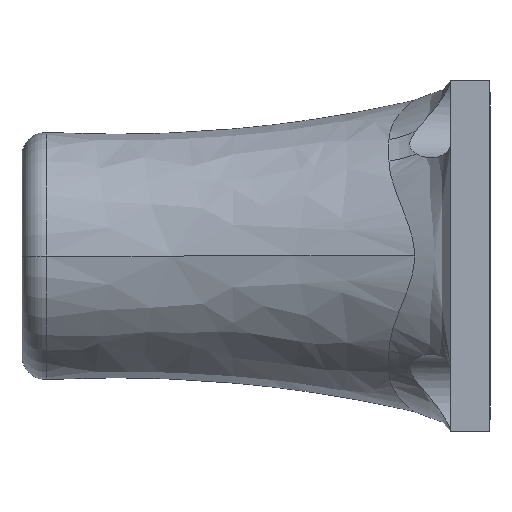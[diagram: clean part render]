
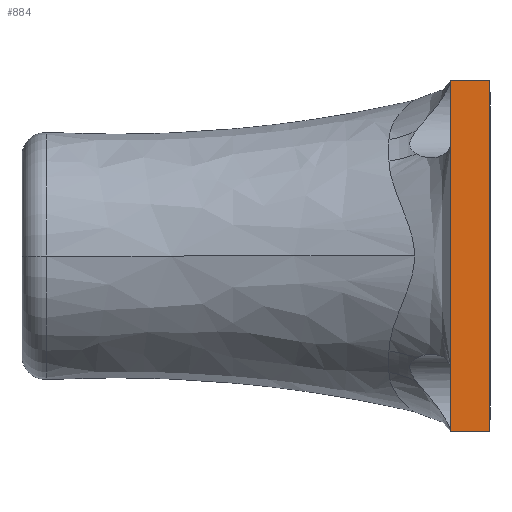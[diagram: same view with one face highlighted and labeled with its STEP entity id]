
A CAD part, left-side view. The second image highlights one B-rep face of the part: STEP entity #884.
In plain terms, the highlighted planar face has unit normal (-1, 0, 0).
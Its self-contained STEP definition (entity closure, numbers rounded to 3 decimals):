
#21 = LINE ( 'NONE', #3987, #458 ) ;
#73 = EDGE_LOOP ( 'NONE', ( #3727, #5288, #4398, #3598, #4499, #4445 ) ) ;
#274 = DIRECTION ( 'NONE',  ( 0., 0., 1. ) ) ;
#287 = CARTESIAN_POINT ( 'NONE',  ( -22.5, 5., -14.3 ) ) ;
#313 = VERTEX_POINT ( 'NONE', #988 ) ;
#364 = CARTESIAN_POINT ( 'NONE',  ( -22.5, 0., -22.5 ) ) ;
#378 = DIRECTION ( 'NONE',  ( 1., 0., 0. ) ) ;
#458 = VECTOR ( 'NONE', #1928, 1000. ) ;
#615 = VERTEX_POINT ( 'NONE', #733 ) ;
#733 = CARTESIAN_POINT ( 'NONE',  ( -22.5, 5., 14.3 ) ) ;
#761 = DIRECTION ( 'NONE',  ( 0., 0., -1. ) ) ;
#884 = ADVANCED_FACE ( 'NONE', ( #972 ), #2444, .F. ) ;
#972 = FACE_OUTER_BOUND ( 'NONE', #73, .T. ) ;
#988 = CARTESIAN_POINT ( 'NONE',  ( -22.5, 5., -22.5 ) ) ;
#998 = CARTESIAN_POINT ( 'NONE',  ( -22.5, 5., -22.5 ) ) ;
#1156 = CARTESIAN_POINT ( 'NONE',  ( -22.5, 0., -22.5 ) ) ;
#1531 = CARTESIAN_POINT ( 'NONE',  ( -22.5, 5., -22.5 ) ) ;
#1614 = CARTESIAN_POINT ( 'NONE',  ( -22.5, 5., -22.5 ) ) ;
#1752 = EDGE_CURVE ( 'NONE', #313, #3289, #1974, .T. ) ;
#1845 = DIRECTION ( 'NONE',  ( 0., 0., 1. ) ) ;
#1881 = VECTOR ( 'NONE', #5227, 1000. ) ;
#1928 = DIRECTION ( 'NONE',  ( 0., -1., 0. ) ) ;
#1974 = LINE ( 'NONE', #3287, #3780 ) ;
#2016 = DIRECTION ( 'NONE',  ( 0., 0., 1. ) ) ;
#2444 = PLANE ( 'NONE',  #3777 ) ;
#2514 = LINE ( 'NONE', #1156, #3752 ) ;
#2740 = EDGE_CURVE ( 'NONE', #3289, #615, #5045, .T. ) ;
#2788 = DIRECTION ( 'NONE',  ( 0., 0., 1. ) ) ;
#3237 = EDGE_CURVE ( 'NONE', #5101, #4800, #21, .T. ) ;
#3249 = VECTOR ( 'NONE', #1845, 1000. ) ;
#3287 = CARTESIAN_POINT ( 'NONE',  ( -22.5, 5., -22.5 ) ) ;
#3289 = VERTEX_POINT ( 'NONE', #287 ) ;
#3541 = VERTEX_POINT ( 'NONE', #364 ) ;
#3598 = ORIENTED_EDGE ( 'NONE', *, *, #2740, .F. ) ;
#3727 = ORIENTED_EDGE ( 'NONE', *, *, #4079, .T. ) ;
#3752 = VECTOR ( 'NONE', #2788, 1000. ) ;
#3777 = AXIS2_PLACEMENT_3D ( 'NONE', #1614, #378, #761 ) ;
#3780 = VECTOR ( 'NONE', #2016, 1000. ) ;
#3882 = LINE ( 'NONE', #1531, #1881 ) ;
#3953 = CARTESIAN_POINT ( 'NONE',  ( -22.5, 5., -22.5 ) ) ;
#3987 = CARTESIAN_POINT ( 'NONE',  ( -22.5, 5., 22.5 ) ) ;
#4015 = LINE ( 'NONE', #998, #3249 ) ;
#4079 = EDGE_CURVE ( 'NONE', #3541, #4800, #2514, .T. ) ;
#4116 = EDGE_CURVE ( 'NONE', #615, #5101, #4015, .T. ) ;
#4215 = VECTOR ( 'NONE', #274, 1000. ) ;
#4398 = ORIENTED_EDGE ( 'NONE', *, *, #4116, .F. ) ;
#4445 = ORIENTED_EDGE ( 'NONE', *, *, #4633, .T. ) ;
#4499 = ORIENTED_EDGE ( 'NONE', *, *, #1752, .F. ) ;
#4633 = EDGE_CURVE ( 'NONE', #313, #3541, #3882, .T. ) ;
#4634 = CARTESIAN_POINT ( 'NONE',  ( -22.5, 5., 22.5 ) ) ;
#4800 = VERTEX_POINT ( 'NONE', #5222 ) ;
#5045 = LINE ( 'NONE', #3953, #4215 ) ;
#5101 = VERTEX_POINT ( 'NONE', #4634 ) ;
#5222 = CARTESIAN_POINT ( 'NONE',  ( -22.5, 0., 22.5 ) ) ;
#5227 = DIRECTION ( 'NONE',  ( 0., -1., 0. ) ) ;
#5288 = ORIENTED_EDGE ( 'NONE', *, *, #3237, .F. ) ;
